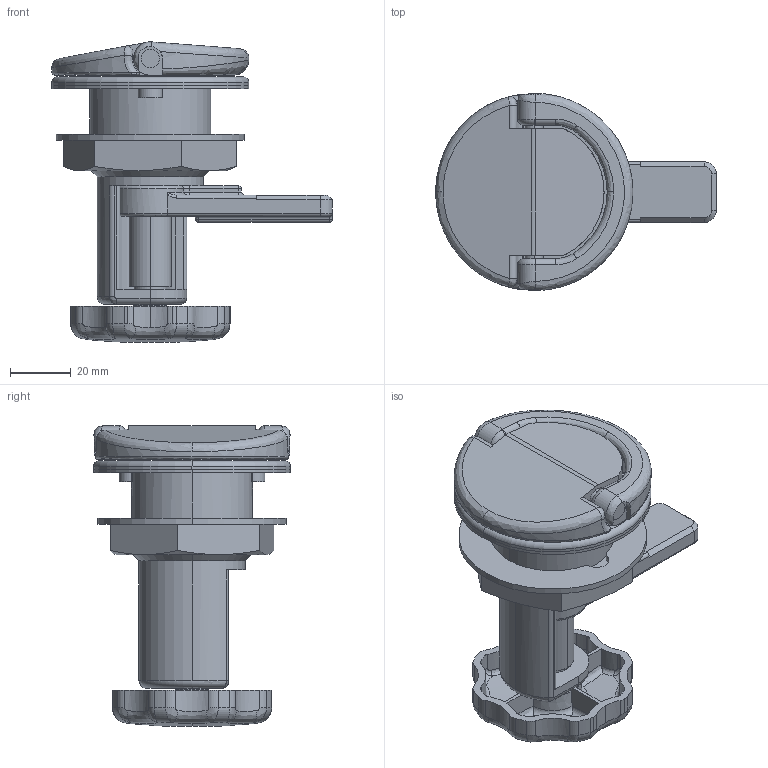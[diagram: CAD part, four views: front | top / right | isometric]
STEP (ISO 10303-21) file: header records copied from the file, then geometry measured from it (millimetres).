
FILE_DESCRIPTION (( 'STEP AP203' ), '1' );
FILE_NAME ('A-1168.STEP', '2011-09-05T07:31:54', ( '11sw' ), ( 'タキゲン製造株式会社' ), 'SwSTEP 2.0', 'SolidWorks 2011', '' );
FILE_SCHEMA (( 'CONFIG_CONTROL_DESIGN' ));
Length unit declared in the file: millimetre
Products named in the file (13): A-1168取手_; A-1168儊僀儞僔儍僼僩_; A-1168本体_; A-1168; A-1168ワッシャー_; A-1168ナット_; A-1168パッキン_; A-1168十字穴付なべねじM5（平W・SW付）_M5×12; A-1168暯儚僢僔儍乕M5暲娵_M5-冇12亊冇5.3亊t0.8; A-1168僗僾儕儞僌儚僢僔儍乕M5__JIS B 1251 No.2 5; A-1168十字穴付なべねじM5_M5 x 10; A-1168ノブ_; A-1168掛け金_
Assembly tree (12 placements, depth 3):
  A-1168
    A-1168ワッシャー_
    A-1168ナット_
    A-1168パッキン_
    A-1168本体_
    A-1168ノブ_
    A-1168取手_
    A-1168十字穴付なべねじM5（平W・SW付）_M5×12
      A-1168十字穴付なべねじM5_M5 x 10
      A-1168僗僾儕儞僌儚僢僔儍乕M5__JIS B 1251 No.2 5
      A-1168暯儚僢僔儍乕M5暲娵_M5-冇12亊冇5.3亊t0.8
    A-1168掛け金_
    A-1168儊僀儞僔儍僼僩_
Bounding box: 92.5 x 65 x 99 mm (x, y, z)
Volume: 124887.2 mm3; surface area: 60256.1 mm2
Topology: 11 solids, 11 shells, 502 faces, 1229 edges, 755 vertices
Faces by surface type: cylinder 217, plane 109, bspline 74, torus 63, cone 25, sphere 14
Entity records: 21277 total; most frequent: CARTESIAN_POINT 8381, DIRECTION 2458, ORIENTED_EDGE 2438, EDGE_CURVE 1219, AXIS2_PLACEMENT_3D 1029, VERTEX_POINT 755, CIRCLE 585, EDGE_LOOP 540
